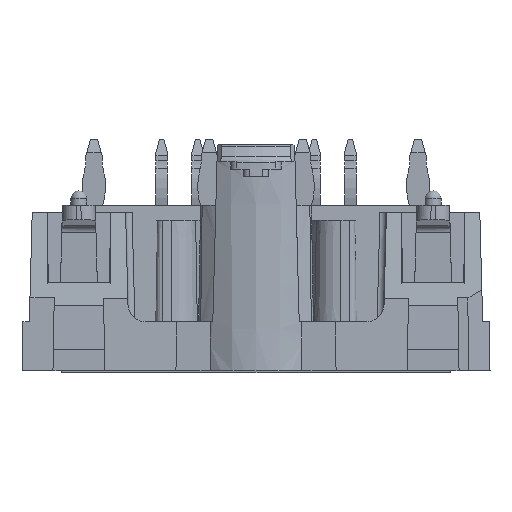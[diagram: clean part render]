
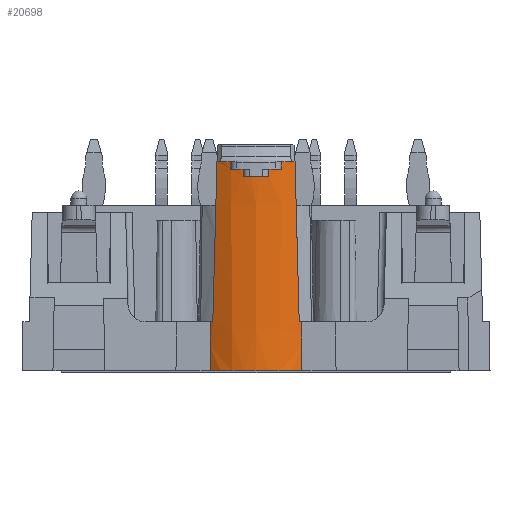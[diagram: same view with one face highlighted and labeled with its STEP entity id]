
A CAD part, left-side view. The second image highlights one B-rep face of the part: STEP entity #20698.
In plain terms, the highlighted conical face has half-angle 0.516 degrees and reference radius 5.5 mm.
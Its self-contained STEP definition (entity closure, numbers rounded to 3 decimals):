
#44=ELLIPSE('',#21542,283.039,6.957);
#45=ELLIPSE('',#21558,283.039,6.957);
#86=ELLIPSE('',#21730,248.172,3.71);
#87=ELLIPSE('',#21733,248.172,3.71);
#228=B_SPLINE_CURVE_WITH_KNOTS('',3,(#27901,#27902,#27903,#27904),
 .UNSPECIFIED.,.F.,.F.,(4,4),(0.002,0.002),
 .UNSPECIFIED.);
#229=B_SPLINE_CURVE_WITH_KNOTS('',3,(#27912,#27913,#27914,#27915),
 .UNSPECIFIED.,.F.,.F.,(4,4),(0.002,0.003),
 .UNSPECIFIED.);
#230=B_SPLINE_CURVE_WITH_KNOTS('',3,(#27923,#27924,#27925,#27926),
 .UNSPECIFIED.,.F.,.F.,(4,4),(0.002,0.002),
 .UNSPECIFIED.);
#231=B_SPLINE_CURVE_WITH_KNOTS('',3,(#27934,#27935,#27936,#27937),
 .UNSPECIFIED.,.F.,.F.,(4,4),(0.002,0.002),
 .UNSPECIFIED.);
#1102=CIRCLE('',#21544,5.6);
#1103=CIRCLE('',#21547,5.595);
#1104=CIRCLE('',#21550,5.591);
#1105=CIRCLE('',#21553,5.595);
#1106=CIRCLE('',#21556,5.6);
#1142=CIRCLE('',#21713,5.5);
#1144=CIRCLE('',#21716,5.5);
#1148=CIRCLE('',#21732,5.469);
#2308=ORIENTED_EDGE('',*,*,#6486,.F.);
#2309=ORIENTED_EDGE('',*,*,#6487,.F.);
#2310=ORIENTED_EDGE('',*,*,#6462,.T.);
#2311=ORIENTED_EDGE('',*,*,#6224,.F.);
#2312=ORIENTED_EDGE('',*,*,#6222,.T.);
#2313=ORIENTED_EDGE('',*,*,#6220,.T.);
#2314=ORIENTED_EDGE('',*,*,#6218,.T.);
#2315=ORIENTED_EDGE('',*,*,#6216,.T.);
#2316=ORIENTED_EDGE('',*,*,#6214,.T.);
#2317=ORIENTED_EDGE('',*,*,#6212,.T.);
#2318=ORIENTED_EDGE('',*,*,#6210,.T.);
#2319=ORIENTED_EDGE('',*,*,#6208,.T.);
#2320=ORIENTED_EDGE('',*,*,#6206,.T.);
#2321=ORIENTED_EDGE('',*,*,#6204,.F.);
#2322=ORIENTED_EDGE('',*,*,#6460,.T.);
#2323=ORIENTED_EDGE('',*,*,#6484,.T.);
#6204=EDGE_CURVE('',#8390,#8391,#44,.F.);
#6206=EDGE_CURVE('',#8392,#8391,#1102,.T.);
#6208=EDGE_CURVE('',#8393,#8392,#228,.T.);
#6210=EDGE_CURVE('',#8394,#8393,#1103,.T.);
#6212=EDGE_CURVE('',#8395,#8394,#229,.T.);
#6214=EDGE_CURVE('',#8396,#8395,#1104,.T.);
#6216=EDGE_CURVE('',#8397,#8396,#230,.T.);
#6218=EDGE_CURVE('',#8398,#8397,#1105,.T.);
#6220=EDGE_CURVE('',#8399,#8398,#231,.T.);
#6222=EDGE_CURVE('',#8400,#8399,#1106,.T.);
#6224=EDGE_CURVE('',#8400,#8401,#45,.F.);
#6460=EDGE_CURVE('',#8390,#8568,#1142,.T.);
#6462=EDGE_CURVE('',#8569,#8401,#1144,.T.);
#6484=EDGE_CURVE('',#8568,#8588,#86,.F.);
#6486=EDGE_CURVE('',#8589,#8588,#1148,.F.);
#6487=EDGE_CURVE('',#8569,#8589,#87,.T.);
#8390=VERTEX_POINT('',#27892);
#8391=VERTEX_POINT('',#27894);
#8392=VERTEX_POINT('',#27898);
#8393=VERTEX_POINT('',#27905);
#8394=VERTEX_POINT('',#27909);
#8395=VERTEX_POINT('',#27916);
#8396=VERTEX_POINT('',#27920);
#8397=VERTEX_POINT('',#27927);
#8398=VERTEX_POINT('',#27931);
#8399=VERTEX_POINT('',#27938);
#8400=VERTEX_POINT('',#27942);
#8401=VERTEX_POINT('',#27946);
#8568=VERTEX_POINT('',#28429);
#8569=VERTEX_POINT('',#28433);
#8588=VERTEX_POINT('',#28482);
#8589=VERTEX_POINT('',#28487);
#13133=EDGE_LOOP('',(#2308,#2309,#2310,#2311,#2312,#2313,#2314,#2315,#2316,
#2317,#2318,#2319,#2320,#2321,#2322,#2323));
#14017=FACE_BOUND('',#13133,.T.);
#14735=CONICAL_SURFACE('',#21731,5.5,0.009);
#20698=ADVANCED_FACE('',(#14017),#14735,.T.);
#21542=AXIS2_PLACEMENT_3D('',#27893,#23283,#23284);
#21544=AXIS2_PLACEMENT_3D('',#27897,#23288,#23289);
#21547=AXIS2_PLACEMENT_3D('',#27908,#23296,#23297);
#21550=AXIS2_PLACEMENT_3D('',#27919,#23304,#23305);
#21553=AXIS2_PLACEMENT_3D('',#27930,#23312,#23313);
#21556=AXIS2_PLACEMENT_3D('',#27941,#23320,#23321);
#21558=AXIS2_PLACEMENT_3D('',#27945,#23325,#23326);
#21713=AXIS2_PLACEMENT_3D('',#28430,#23797,#23798);
#21716=AXIS2_PLACEMENT_3D('',#28434,#23803,#23804);
#21730=AXIS2_PLACEMENT_3D('',#28483,#23847,#23848);
#21731=AXIS2_PLACEMENT_3D('',#28485,#23850,#23851);
#21732=AXIS2_PLACEMENT_3D('',#28486,#23852,#23853);
#21733=AXIS2_PLACEMENT_3D('',#28488,#23854,#23855);
#23283=DIRECTION('',(0.,-1.,-0.026));
#23284=DIRECTION('',(0.,-0.026,1.));
#23288=DIRECTION('',(0.,0.,-1.));
#23289=DIRECTION('',(-1.,0.,0.));
#23296=DIRECTION('',(0.,0.,-1.));
#23297=DIRECTION('',(-1.,0.,0.));
#23304=DIRECTION('',(0.,0.,-1.));
#23305=DIRECTION('',(-1.,0.,0.));
#23312=DIRECTION('',(0.,0.,-1.));
#23313=DIRECTION('',(-1.,0.,0.));
#23320=DIRECTION('',(0.,0.,-1.));
#23321=DIRECTION('',(-1.,0.,0.));
#23325=DIRECTION('',(0.,1.,-0.026));
#23326=DIRECTION('',(0.,0.026,1.));
#23797=DIRECTION('',(0.,0.,-1.));
#23798=DIRECTION('',(-1.,0.,0.));
#23803=DIRECTION('',(0.,0.,-1.));
#23804=DIRECTION('',(-1.,0.,0.));
#23847=DIRECTION('',(1.,0.,0.017));
#23848=DIRECTION('',(-0.017,0.,1.));
#23850=DIRECTION('',(0.,0.,1.));
#23851=DIRECTION('',(-1.,0.,0.));
#23852=DIRECTION('',(0.,0.,1.));
#23853=DIRECTION('',(1.,0.,0.));
#23854=DIRECTION('',(1.,0.,0.017));
#23855=DIRECTION('',(-0.017,0.,1.));
#27892=CARTESIAN_POINT('',(-32.11,3.,3.4));
#27893=CARTESIAN_POINT('',(-27.5,-2.549,215.309));
#27894=CARTESIAN_POINT('',(-32.401,2.709,14.5));
#27897=CARTESIAN_POINT('',(-27.5,0.,14.5));
#27898=CARTESIAN_POINT('',(-32.82,1.75,14.5));
#27901=CARTESIAN_POINT('',(-32.815,1.75,14.));
#27902=CARTESIAN_POINT('',(-32.816,1.75,14.167));
#27903=CARTESIAN_POINT('',(-32.818,1.75,14.333));
#27904=CARTESIAN_POINT('',(-32.82,1.75,14.5));
#27905=CARTESIAN_POINT('',(-32.815,1.75,14.));
#27908=CARTESIAN_POINT('',(-27.5,0.,14.));
#27909=CARTESIAN_POINT('',(-33.023,0.9,14.));
#27912=CARTESIAN_POINT('',(-33.018,0.9,13.5));
#27913=CARTESIAN_POINT('',(-33.02,0.9,13.667));
#27914=CARTESIAN_POINT('',(-33.021,0.9,13.833));
#27915=CARTESIAN_POINT('',(-33.023,0.9,14.));
#27916=CARTESIAN_POINT('',(-33.018,0.9,13.5));
#27919=CARTESIAN_POINT('',(-27.5,0.,13.5));
#27920=CARTESIAN_POINT('',(-33.018,-0.9,13.5));
#27923=CARTESIAN_POINT('',(-33.023,-0.9,14.));
#27924=CARTESIAN_POINT('',(-33.021,-0.9,13.833));
#27925=CARTESIAN_POINT('',(-33.02,-0.9,13.667));
#27926=CARTESIAN_POINT('',(-33.018,-0.9,13.5));
#27927=CARTESIAN_POINT('',(-33.023,-0.9,14.));
#27930=CARTESIAN_POINT('',(-27.5,0.,14.));
#27931=CARTESIAN_POINT('',(-32.815,-1.75,14.));
#27934=CARTESIAN_POINT('',(-32.82,-1.75,14.5));
#27935=CARTESIAN_POINT('',(-32.818,-1.75,14.333));
#27936=CARTESIAN_POINT('',(-32.816,-1.75,14.167));
#27937=CARTESIAN_POINT('',(-32.815,-1.75,14.));
#27938=CARTESIAN_POINT('',(-32.82,-1.75,14.5));
#27941=CARTESIAN_POINT('',(-27.5,0.,14.5));
#27942=CARTESIAN_POINT('',(-32.401,-2.709,14.5));
#27945=CARTESIAN_POINT('',(-27.5,2.549,215.309));
#27946=CARTESIAN_POINT('',(-32.11,-3.,3.4));
#28429=CARTESIAN_POINT('',(-32.,3.162,3.4));
#28430=CARTESIAN_POINT('',(-27.5,0.,3.4));
#28433=CARTESIAN_POINT('',(-32.,-3.162,3.4));
#28434=CARTESIAN_POINT('',(-27.5,0.,3.4));
#28482=CARTESIAN_POINT('',(-31.941,3.193,0.));
#28483=CARTESIAN_POINT('',(-29.735,0.,-126.336));
#28485=CARTESIAN_POINT('',(-27.5,0.,3.4));
#28486=CARTESIAN_POINT('',(-27.5,0.,0.));
#28487=CARTESIAN_POINT('',(-31.941,-3.193,0.));
#28488=CARTESIAN_POINT('',(-29.735,0.,-126.336));
